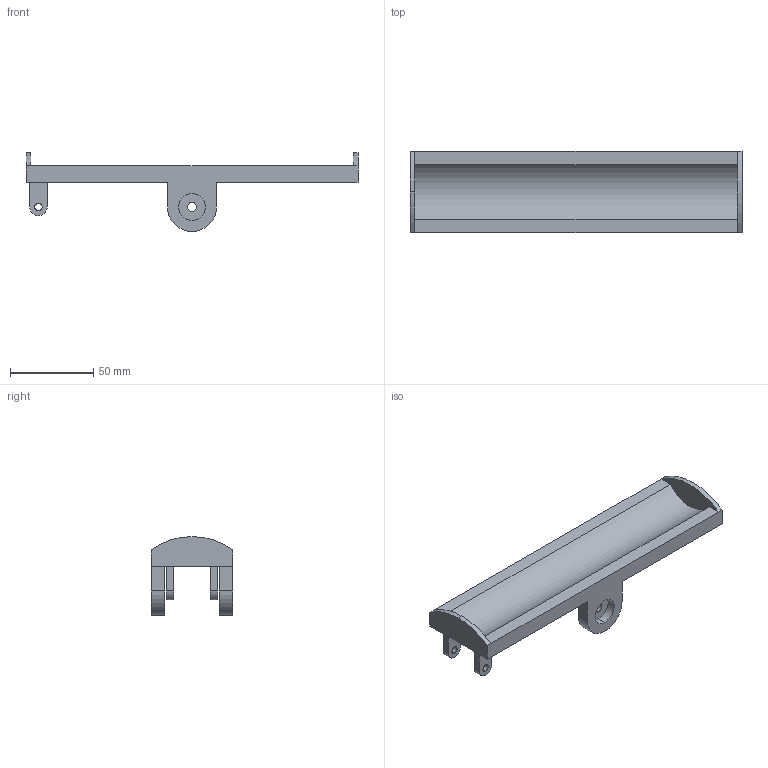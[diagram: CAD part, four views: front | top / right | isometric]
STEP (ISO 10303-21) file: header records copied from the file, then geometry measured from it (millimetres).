
FILE_DESCRIPTION (( 'STEP AP214' ), '1' );
FILE_NAME ('Beam.STEP', '2025-10-07T00:36:53', ( '' ), ( '' ), 'SwSTEP 2.0', 'SolidWorks 2025', '' );
FILE_SCHEMA (( 'AUTOMOTIVE_DESIGN' ));
Length unit declared in the file: millimetre
Products named in the file (1): Beam
Bounding box: 200 x 49 x 47.5 mm (x, y, z)
Volume: 75723.6 mm3; surface area: 32550.4 mm2
Topology: 1 solids, 1 shells, 47 faces, 119 edges, 78 vertices
Faces by surface type: plane 25, cylinder 22
Entity records: 1464 total; most frequent: DIRECTION 259, CARTESIAN_POINT 245, ORIENTED_EDGE 238, EDGE_CURVE 119, AXIS2_PLACEMENT_3D 92, VERTEX_POINT 78, VECTOR 75, LINE 75
